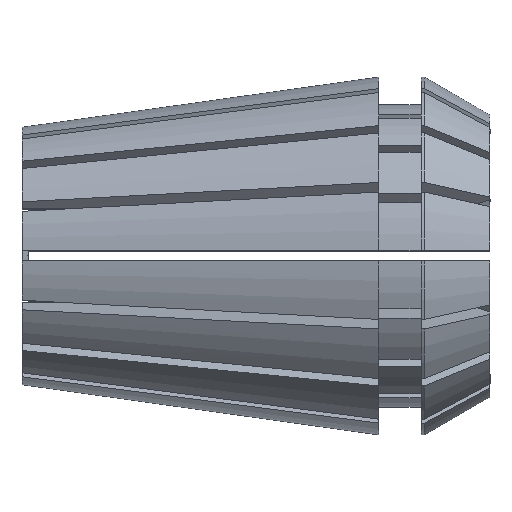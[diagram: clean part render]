
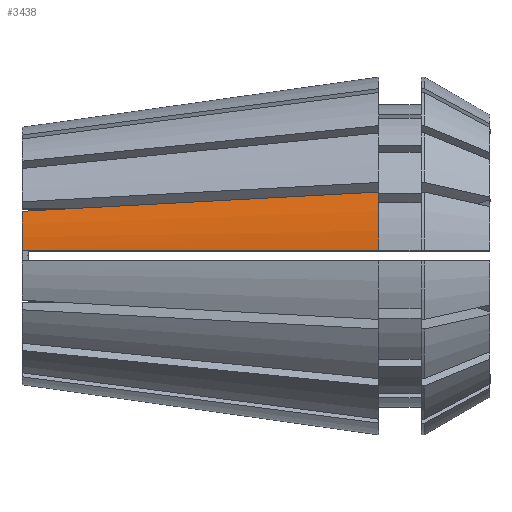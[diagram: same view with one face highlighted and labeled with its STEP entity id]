
A CAD part, top view. The second image highlights one B-rep face of the part: STEP entity #3438.
In plain terms, the highlighted conical face has half-angle 8 degrees and reference radius 13 mm.
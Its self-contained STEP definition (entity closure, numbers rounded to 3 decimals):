
#75 = AXIS2_PLACEMENT_3D ( 'NONE', #5401, #5377, #5340 ) ;
#201 = VERTEX_POINT ( 'NONE', #2079 ) ;
#329 = EDGE_CURVE ( 'NONE', #201, #341, #3133, .T. ) ;
#341 = VERTEX_POINT ( 'NONE', #5069 ) ;
#343 = ORIENTED_EDGE ( 'NONE', *, *, #1223, .F. ) ;
#586 = CARTESIAN_POINT ( 'NONE',  ( 22.691, 4.454, 11.732 ) ) ;
#1004 = CARTESIAN_POINT ( 'NONE',  ( 25.9, 4.626, 12.149 ) ) ;
#1012 = CARTESIAN_POINT ( 'NONE',  ( 0., 0., 0. ) ) ;
#1135 = EDGE_CURVE ( 'NONE', #341, #4969, #4940, .T. ) ;
#1223 = EDGE_CURVE ( 'NONE', #4267, #201, #1519, .T. ) ;
#1519 = B_SPLINE_CURVE_WITH_KNOTS ( 'NONE', 3,
 ( #4415, #1758, #2759, #2530, #4138, #2361, #2776, #3105, #3195, #4679 ),
 .UNSPECIFIED., .F., .F.,
 ( 4, 3, 3, 4 ),
 ( 0.051, 0.057, 0.074, 0.078 ),
 .UNSPECIFIED. ) ;
#1758 = CARTESIAN_POINT ( 'NONE',  ( 24.044, 0.375, 12.734 ) ) ;
#1787 = DIRECTION ( 'NONE',  ( -1., 0., 0. ) ) ;
#1807 = DIRECTION ( 'NONE',  ( 0., 0., 1. ) ) ;
#2000 = ORIENTED_EDGE ( 'NONE', *, *, #329, .F. ) ;
#2079 = CARTESIAN_POINT ( 'NONE',  ( 0., 0.375, 9.353 ) ) ;
#2129 = EDGE_CURVE ( 'NONE', #4267, #4969, #2882, .T. ) ;
#2223 = CARTESIAN_POINT ( 'NONE',  ( 5.424, 3.525, 9.489 ) ) ;
#2241 = ORIENTED_EDGE ( 'NONE', *, *, #2129, .T. ) ;
#2361 = CARTESIAN_POINT ( 'NONE',  ( 8.951, 0.375, 10.612 ) ) ;
#2505 = AXIS2_PLACEMENT_3D ( 'NONE', #1012, #1787, #1807 ) ;
#2530 = CARTESIAN_POINT ( 'NONE',  ( 20.331, 0.375, 12.212 ) ) ;
#2759 = CARTESIAN_POINT ( 'NONE',  ( 22.187, 0.375, 12.473 ) ) ;
#2776 = CARTESIAN_POINT ( 'NONE',  ( 3.261, 0.375, 9.811 ) ) ;
#2882 = CIRCLE ( 'NONE', #75, 13. ) ;
#3105 = CARTESIAN_POINT ( 'NONE',  ( 2.174, 0.375, 9.659 ) ) ;
#3133 = CIRCLE ( 'NONE', #2505, 9.36 ) ;
#3195 = CARTESIAN_POINT ( 'NONE',  ( 1.087, 0.375, 9.506 ) ) ;
#3438 = ADVANCED_FACE ( 'NONE', ( #3511 ), #4566, .T. ) ;
#3511 = FACE_OUTER_BOUND ( 'NONE', #4352, .T. ) ;
#3764 = CARTESIAN_POINT ( 'NONE',  ( 25.9, 0., 0. ) ) ;
#4005 = CARTESIAN_POINT ( 'NONE',  ( 16.273, 4.108, 10.899 ) ) ;
#4012 = ORIENTED_EDGE ( 'NONE', *, *, #1135, .F. ) ;
#4016 = CARTESIAN_POINT ( 'NONE',  ( 25.9, 4.626, 12.149 ) ) ;
#4138 = CARTESIAN_POINT ( 'NONE',  ( 14.641, 0.375, 11.412 ) ) ;
#4267 = VERTEX_POINT ( 'NONE', #5023 ) ;
#4352 = EDGE_LOOP ( 'NONE', ( #4012, #2000, #343, #2241 ) ) ;
#4415 = CARTESIAN_POINT ( 'NONE',  ( 25.9, 0.375, 12.995 ) ) ;
#4503 = CARTESIAN_POINT ( 'NONE',  ( 0., 3.233, 8.784 ) ) ;
#4566 = CONICAL_SURFACE ( 'NONE', #4765, 13., 0.14 ) ;
#4679 = CARTESIAN_POINT ( 'NONE',  ( 0., 0.375, 9.353 ) ) ;
#4765 = AXIS2_PLACEMENT_3D ( 'NONE', #3764, #5833, #5613 ) ;
#4879 = CARTESIAN_POINT ( 'NONE',  ( 10.849, 3.817, 10.194 ) ) ;
#4940 = B_SPLINE_CURVE_WITH_KNOTS ( 'NONE', 3,
 ( #4503, #2223, #4879, #4005, #5120, #586, #4016 ),
 .UNSPECIFIED., .F., .F.,
 ( 4, 3, 4 ),
 ( 0., 0.016, 0.026 ),
 .UNSPECIFIED. ) ;
#4969 = VERTEX_POINT ( 'NONE', #1004 ) ;
#5023 = CARTESIAN_POINT ( 'NONE',  ( 25.9, 0.375, 12.995 ) ) ;
#5069 = CARTESIAN_POINT ( 'NONE',  ( 0., 3.233, 8.784 ) ) ;
#5120 = CARTESIAN_POINT ( 'NONE',  ( 19.482, 4.281, 11.316 ) ) ;
#5340 = DIRECTION ( 'NONE',  ( 0., 0., 1. ) ) ;
#5377 = DIRECTION ( 'NONE',  ( -1., 0., 0. ) ) ;
#5401 = CARTESIAN_POINT ( 'NONE',  ( 25.9, 0., 0. ) ) ;
#5613 = DIRECTION ( 'NONE',  ( 0., 0., -1. ) ) ;
#5833 = DIRECTION ( 'NONE',  ( 1., 0., 0. ) ) ;
